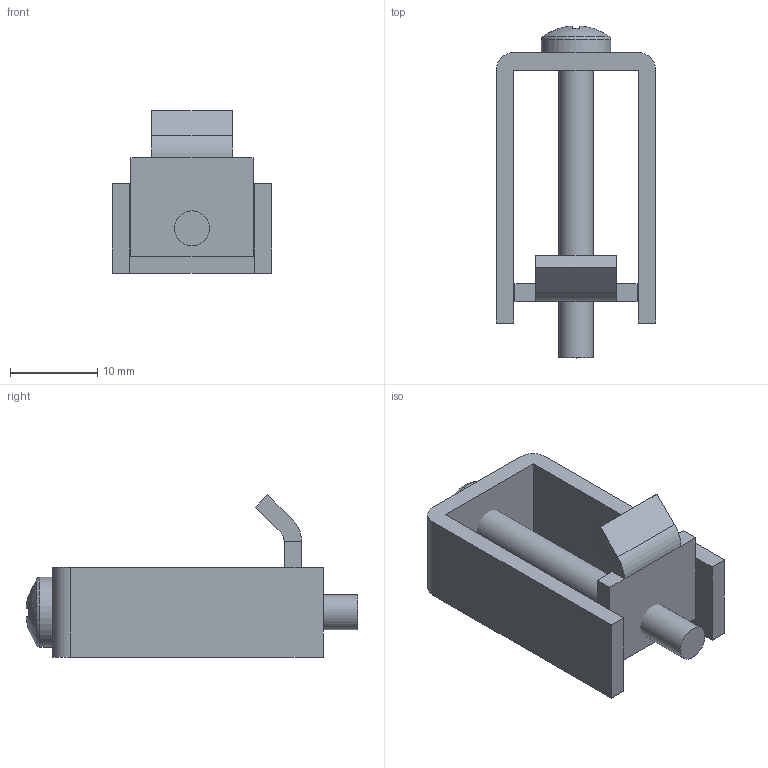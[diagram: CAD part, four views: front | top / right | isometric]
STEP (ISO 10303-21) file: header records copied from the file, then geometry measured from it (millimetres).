
FILE_DESCRIPTION (( 'STEP AP214' ), '1' );
FILE_NAME ('HMI-BRK-2.STEP', '2023-05-03T12:04:56', ( '' ), ( '' ), 'SwSTEP 2.0', 'SolidWorks 2021', '' );
FILE_SCHEMA (( 'AUTOMOTIVE_DESIGN' ));
Length unit declared in the file: inch
Products named in the file (1): HMI-BRK-2
Bounding box: 18.3 x 38.07 x 18.63 mm (x, y, z)
Volume: 2502.2 mm3; surface area: 3063.2 mm2
Topology: 3 solids, 3 shells, 48 faces, 107 edges, 67 vertices
Faces by surface type: plane 38, cylinder 8, sphere 1, torus 1
Full cylindrical faces by diameter (mm): 3.3 x1, 3.5 x1, 4 x1, 8 x1
Entity records: 1343 total; most frequent: DIRECTION 227, CARTESIAN_POINT 214, ORIENTED_EDGE 200, EDGE_CURVE 100, AXIS2_PLACEMENT_3D 78, VECTOR 71, LINE 71, VERTEX_POINT 65
